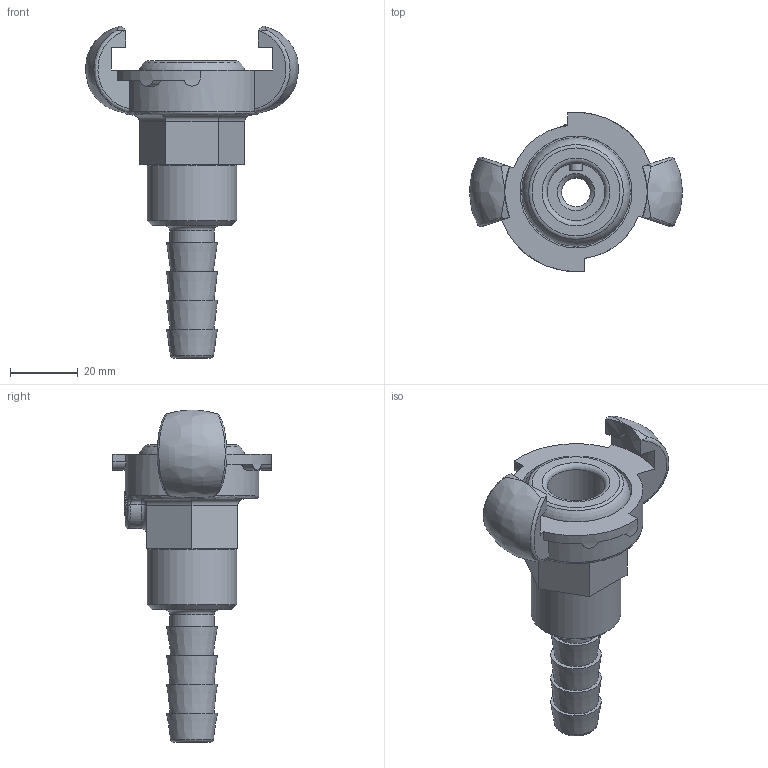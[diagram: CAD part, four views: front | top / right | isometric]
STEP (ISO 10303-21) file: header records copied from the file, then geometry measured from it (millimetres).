
FILE_DESCRIPTION(/* description */ ('KLAUENKUPPLUNG'),/* implementation_level */ '2;1');
FILE_NAME(/* name */ 'skm_13.stp',/* time_stamp */ '2020-04-07T10:25:48+02:00',/* author */ ('meier'),/* organization */ (''),/* preprocessor_version */ 'ST-DEVELOPER v17',/* originating_system */ 'Autodesk Inventor 2018',/* authorisation */ '');
FILE_SCHEMA (('AUTOMOTIVE_DESIGN { 1 0 10303 214 3 1 1 }'));
Length unit declared in the file: millimetre
Products named in the file (6): ENG-004382; KAM 12-F; SCHRAUBE 21; 20050330B0000013-00; 20050330B0000000-00; ENG-002078
Assembly tree (5 placements, depth 2):
  ENG-004382
    KAM 12-F
    SCHRAUBE 21
    20050330B0000013-00
    20050330B0000000-00
    ENG-002078
Bounding box: 62.96 x 47 x 98 mm (x, y, z)
Volume: 35343.1 mm3; surface area: 24521.2 mm2
Topology: 5 solids, 5 shells, 165 faces, 448 edges, 303 vertices
Faces by surface type: cylinder 63, plane 57, cone 16, torus 12, bspline 11, sphere 6
Full cylindrical faces by diameter (mm): 3.7 x1, 4 x1, 4.134 x1, 4.456 x1, 8.5 x2, 11 x1, 13 x1, 17 x1, 18.5 x1, 18.631 x1, 20.955 x1, 21 x1, 21.5 x2, 23 x1, 26.5 x1, 28 x1, 33 x1
Entity records: 7123 total; most frequent: CARTESIAN_POINT 2626, ORIENTED_EDGE 892, DIRECTION 865, EDGE_CURVE 446, AXIS2_PLACEMENT_3D 354, VERTEX_POINT 303, EDGE_LOOP 189, CIRCLE 183
